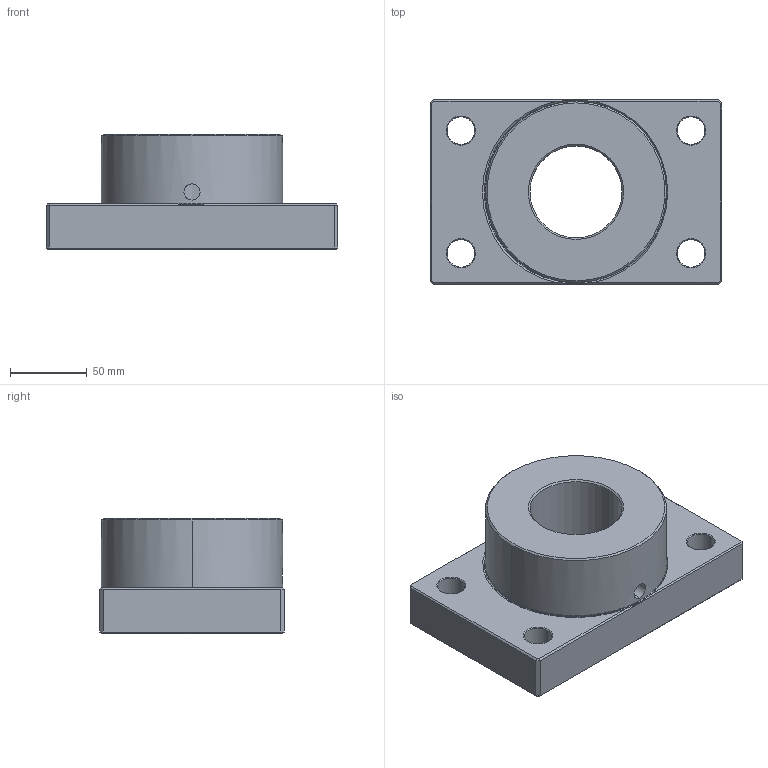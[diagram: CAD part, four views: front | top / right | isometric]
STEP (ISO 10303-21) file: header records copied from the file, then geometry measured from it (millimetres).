
FILE_DESCRIPTION (( 'STEP AP214' ), '1' );
FILE_NAME ('MGH-D60.step', '2024-12-23T09:36:49', ( '' ), ( '' ), 'SwSTEP 2.0', 'SolidWorks 2016', '' );
FILE_SCHEMA (( 'AUTOMOTIVE_DESIGN' ));
Length unit declared in the file: millimetre
Products named in the file (1): MGH-D60
Bounding box: 190 x 120 x 75 mm (x, y, z)
Volume: 929105.1 mm3; surface area: 94487 mm2
Topology: 1 solids, 1 shells, 71 faces, 162 edges, 93 vertices
Faces by surface type: plane 29, cone 24, cylinder 16, torus 2
Entity records: 2182 total; most frequent: CARTESIAN_POINT 487, DIRECTION 358, ORIENTED_EDGE 324, EDGE_CURVE 162, AXIS2_PLACEMENT_3D 130, LINE 98, VECTOR 98, VERTEX_POINT 93
